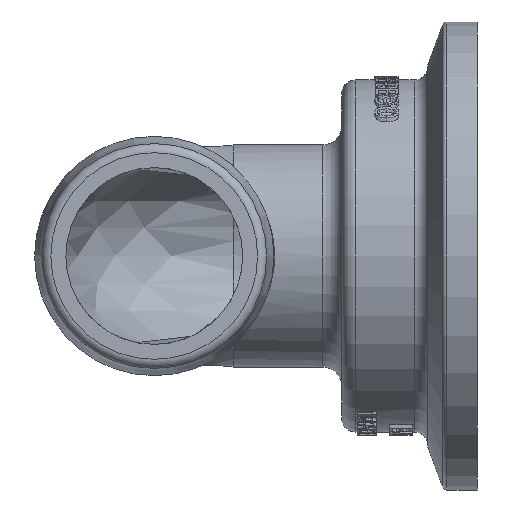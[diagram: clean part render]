
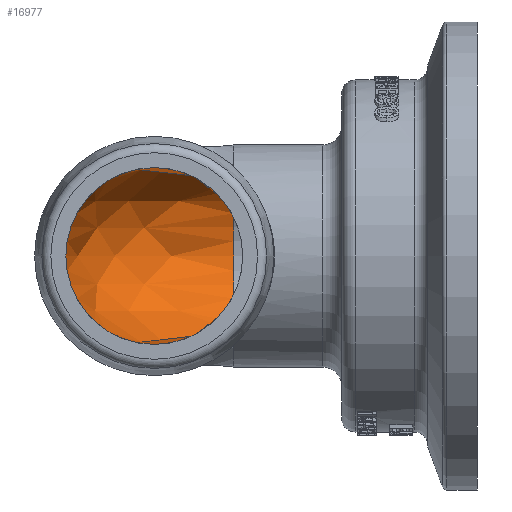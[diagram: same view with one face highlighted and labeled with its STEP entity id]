
A CAD part, front view. The second image highlights one B-rep face of the part: STEP entity #16977.
In plain terms, the highlighted free-form (B-spline) face has degree [2, 2] with [9, 9] control points.
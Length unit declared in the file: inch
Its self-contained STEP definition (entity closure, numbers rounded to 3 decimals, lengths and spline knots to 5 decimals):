
#16764=CARTESIAN_POINT('',(0.52,-0.52,0.2569));
#16765=VERTEX_POINT('',#16764);
#16766=CARTESIAN_POINT('',(0.52,-0.52,-0.2569));
#16767=VERTEX_POINT('',#16766);
#16768=CARTESIAN_POINT('',(0.,-0.52,0.0));
#16769=DIRECTION('',(0.0,-1.0,0.0));
#16770=DIRECTION('',(-0.897,0.0,-0.443));
#16771=AXIS2_PLACEMENT_3D('',#16768,#16769,#16770);
#16772=CIRCLE('',#16771,0.58);
#16773=EDGE_CURVE('',#16765,#16767,#16772,.T.);
#16790=CARTESIAN_POINT('',(0.52,0.0,0.0));
#16791=DIRECTION('',(1.0,0.0,0.0));
#16792=DIRECTION('',(0.0,1.0,0.0));
#16793=AXIS2_PLACEMENT_3D('',#16790,#16791,#16792);
#16794=CIRCLE('',#16793,0.58);
#16795=EDGE_CURVE('',#16767,#16765,#16794,.T.);
#16884=CARTESIAN_POINT('',(0.52,-0.52,-0.2569));
#16885=CARTESIAN_POINT('',(0.31618,-0.52,-0.66945));
#16886=CARTESIAN_POINT('',(-0.13191,-0.52,-0.5648));
#16887=CARTESIAN_POINT('',(-0.58,-0.52,-0.46015));
#16888=CARTESIAN_POINT('',(-0.58,-0.52,0.));
#16889=CARTESIAN_POINT('',(-0.58,-0.52,0.46015));
#16890=CARTESIAN_POINT('',(-0.13191,-0.52,0.5648));
#16891=CARTESIAN_POINT('',(0.31618,-0.52,0.66945));
#16892=CARTESIAN_POINT('',(0.52,-0.52,0.2569));
#16893=CARTESIAN_POINT('',(0.52,-0.52,-0.2569));
#16894=CARTESIAN_POINT('',(0.31618,-0.31618,-0.66945));
#16895=CARTESIAN_POINT('',(-0.13191,0.13191,-0.5648));
#16896=CARTESIAN_POINT('',(-0.58,0.58,-0.46015));
#16897=CARTESIAN_POINT('',(-0.58,0.58,0.));
#16898=CARTESIAN_POINT('',(-0.58,0.58,0.46015));
#16899=CARTESIAN_POINT('',(-0.13191,0.13191,0.5648));
#16900=CARTESIAN_POINT('',(0.31618,-0.31618,0.66945));
#16901=CARTESIAN_POINT('',(0.52,-0.52,0.2569));
#16902=CARTESIAN_POINT('',(0.52,-0.52,-0.2569));
#16903=CARTESIAN_POINT('',(0.52,-0.31618,-0.66945));
#16904=CARTESIAN_POINT('',(0.52,0.13191,-0.5648));
#16905=CARTESIAN_POINT('',(0.52,0.58,-0.46015));
#16906=CARTESIAN_POINT('',(0.52,0.58,0.));
#16907=CARTESIAN_POINT('',(0.52,0.58,0.46015));
#16908=CARTESIAN_POINT('',(0.52,0.13191,0.5648));
#16909=CARTESIAN_POINT('',(0.52,-0.31618,0.66945));
#16910=CARTESIAN_POINT('',(0.52,-0.52,0.2569));
#16911=CARTESIAN_POINT('',(0.52,-0.52,-0.2569));
#16912=CARTESIAN_POINT('',(0.72382,-0.31618,-0.66945));
#16913=CARTESIAN_POINT('',(1.17191,0.13191,-0.5648));
#16914=CARTESIAN_POINT('',(1.62,0.58,-0.46015));
#16915=CARTESIAN_POINT('',(1.62,0.58,0.));
#16916=CARTESIAN_POINT('',(1.62,0.58,0.46015));
#16917=CARTESIAN_POINT('',(1.17191,0.13191,0.5648));
#16918=CARTESIAN_POINT('',(0.72382,-0.31618,0.66945));
#16919=CARTESIAN_POINT('',(0.52,-0.52,0.2569));
#16920=CARTESIAN_POINT('',(0.52,-0.52,-0.2569));
#16921=CARTESIAN_POINT('',(0.72382,-0.52,-0.66945));
#16922=CARTESIAN_POINT('',(1.17191,-0.52,-0.5648));
#16923=CARTESIAN_POINT('',(1.62,-0.52,-0.46015));
#16924=CARTESIAN_POINT('',(1.62,-0.52,0.));
#16925=CARTESIAN_POINT('',(1.62,-0.52,0.46015));
#16926=CARTESIAN_POINT('',(1.17191,-0.52,0.5648));
#16927=CARTESIAN_POINT('',(0.72382,-0.52,0.66945));
#16928=CARTESIAN_POINT('',(0.52,-0.52,0.2569));
#16929=CARTESIAN_POINT('',(0.52,-0.52,-0.2569));
#16930=CARTESIAN_POINT('',(0.72382,-0.72382,-0.66945));
#16931=CARTESIAN_POINT('',(1.17191,-1.17191,-0.5648));
#16932=CARTESIAN_POINT('',(1.62,-1.62,-0.46015));
#16933=CARTESIAN_POINT('',(1.62,-1.62,0.));
#16934=CARTESIAN_POINT('',(1.62,-1.62,0.46015));
#16935=CARTESIAN_POINT('',(1.17191,-1.17191,0.5648));
#16936=CARTESIAN_POINT('',(0.72382,-0.72382,0.66945));
#16937=CARTESIAN_POINT('',(0.52,-0.52,0.2569));
#16938=CARTESIAN_POINT('',(0.52,-0.52,-0.2569));
#16939=CARTESIAN_POINT('',(0.52,-0.72382,-0.66945));
#16940=CARTESIAN_POINT('',(0.52,-1.17191,-0.5648));
#16941=CARTESIAN_POINT('',(0.52,-1.62,-0.46015));
#16942=CARTESIAN_POINT('',(0.52,-1.62,0.));
#16943=CARTESIAN_POINT('',(0.52,-1.62,0.46015));
#16944=CARTESIAN_POINT('',(0.52,-1.17191,0.5648));
#16945=CARTESIAN_POINT('',(0.52,-0.72382,0.66945));
#16946=CARTESIAN_POINT('',(0.52,-0.52,0.2569));
#16947=CARTESIAN_POINT('',(0.52,-0.52,-0.2569));
#16948=CARTESIAN_POINT('',(0.31618,-0.72382,-0.66945));
#16949=CARTESIAN_POINT('',(-0.13191,-1.17191,-0.5648));
#16950=CARTESIAN_POINT('',(-0.58,-1.62,-0.46015));
#16951=CARTESIAN_POINT('',(-0.58,-1.62,0.));
#16952=CARTESIAN_POINT('',(-0.58,-1.62,0.46015));
#16953=CARTESIAN_POINT('',(-0.13191,-1.17191,0.5648));
#16954=CARTESIAN_POINT('',(0.31618,-0.72382,0.66945));
#16955=CARTESIAN_POINT('',(0.52,-0.52,0.2569));
#16956=CARTESIAN_POINT('',(0.52,-0.52,-0.2569));
#16957=CARTESIAN_POINT('',(0.31618,-0.52,-0.66945));
#16958=CARTESIAN_POINT('',(-0.13191,-0.52,-0.5648));
#16959=CARTESIAN_POINT('',(-0.58,-0.52,-0.46015));
#16960=CARTESIAN_POINT('',(-0.58,-0.52,0.));
#16961=CARTESIAN_POINT('',(-0.58,-0.52,0.46015));
#16962=CARTESIAN_POINT('',(-0.13191,-0.52,0.5648));
#16963=CARTESIAN_POINT('',(0.31618,-0.52,0.66945));
#16964=CARTESIAN_POINT('',(0.52,-0.52,0.2569));
#16972=(BOUNDED_SURFACE()B_SPLINE_SURFACE(2,2,((#16884,#16893,#16902,#16911,#16920,#16929,#16938,#16947,#16956),(#16885,#16894,#16903,#16912,#16921,#16930,#16939,#16948,#16957),(#16886,#16895,#16904,#16913,#16922,#16931,#16940,#16949,#16958),(#16887,#16896,#16905,#16914,#16923,#16932,#16941,#16950,#16959),(#16888,#16897,#16906,#16915,#16924,#16933,#16942,#16951,#16960),(#16889,#16898,#16907,#16916,#16925,#16934,#16943,#16952,#16961),(#16890,#16899,#16908,#16917,#16926,#16935,#16944,#16953,#16962),(#16891,#16900,#16909,#16918,#16927,#16936,#16945,#16954,#16963),(#16892,#16901,#16910,#16919,#16928,#16937,#16946,#16955,#16964)),.UNSPECIFIED.,.F.,.T.,.U.)B_SPLINE_SURFACE_WITH_KNOTS((3,2,2,2,3),(3,2,2,2,3),(-2.68272,-1.34136,0.0,1.34136,2.68272),(0.0,1.5708,3.14159,4.71239,6.28319),.UNSPECIFIED.)GEOMETRIC_REPRESENTATION_ITEM()RATIONAL_B_SPLINE_SURFACE(((1.0,0.707,1.0,0.707,1.0,0.707,1.0,0.707,1.0),(0.783,0.554,0.783,0.554,0.783,0.554,0.783,0.554,0.783),(1.0,0.707,1.0,0.707,1.0,0.707,1.0,0.707,1.0),(0.783,0.554,0.783,0.554,0.783,0.554,0.783,0.554,0.783),(1.0,0.707,1.0,0.707,1.0,0.707,1.0,0.707,1.0),(0.783,0.554,0.783,0.554,0.783,0.554,0.783,0.554,0.783),(1.0,0.707,1.0,0.707,1.0,0.707,1.0,0.707,1.0),(0.783,0.554,0.783,0.554,0.783,0.554,0.783,0.554,0.783),(1.0,0.707,1.0,0.707,1.0,0.707,1.0,0.707,1.0)))REPRESENTATION_ITEM('')SURFACE());
#16973=ORIENTED_EDGE('',*,*,#16773,.T.);
#16974=ORIENTED_EDGE('',*,*,#16795,.T.);
#16975=EDGE_LOOP('',(#16973,#16974));
#16976=FACE_OUTER_BOUND('',#16975,.T.);
#16977=ADVANCED_FACE('',(#16976),#16972,.F.);
